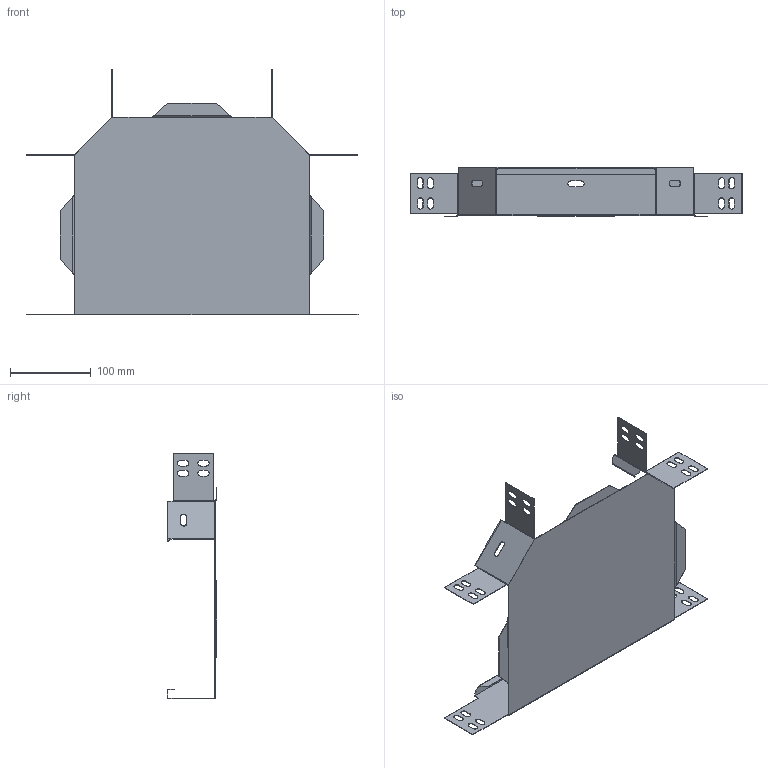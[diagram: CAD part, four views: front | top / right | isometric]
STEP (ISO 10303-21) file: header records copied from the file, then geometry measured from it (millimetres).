
FILE_DESCRIPTION (( 'STEP AP214' ), '1' );
FILE_NAME ('6043304.stp', '2018-10-02T12:53:05', ( '' ), ( '' ), 'SwSTEP 2.0', 'SolidWorks 2018', '' );
FILE_SCHEMA (( 'AUTOMOTIVE_DESIGN' ));
Length unit declared in the file: millimetre
Products named in the file (1): 6043304
Bounding box: 410.52 x 60.9 x 303.93 mm (x, y, z)
Volume: 84676.6 mm3; surface area: 244174.4 mm2
Topology: 1 solids, 1 shells, 268 faces, 766 edges, 500 vertices
Faces by surface type: plane 182, cylinder 64, bspline 22
Entity records: 9368 total; most frequent: CARTESIAN_POINT 2449, ORIENTED_EDGE 1532, DIRECTION 1256, EDGE_CURVE 766, LINE 506, VECTOR 506, VERTEX_POINT 500, AXIS2_PLACEMENT_3D 375
